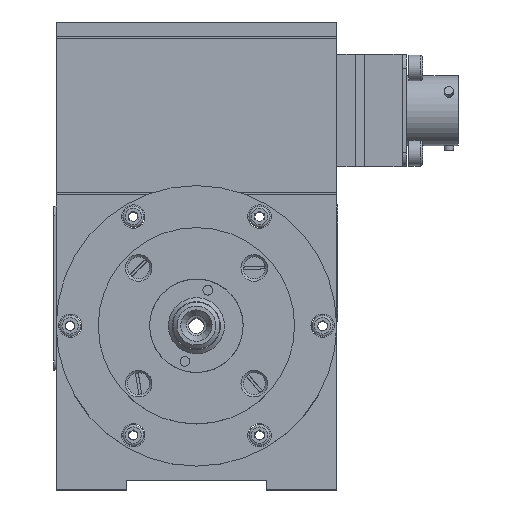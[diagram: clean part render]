
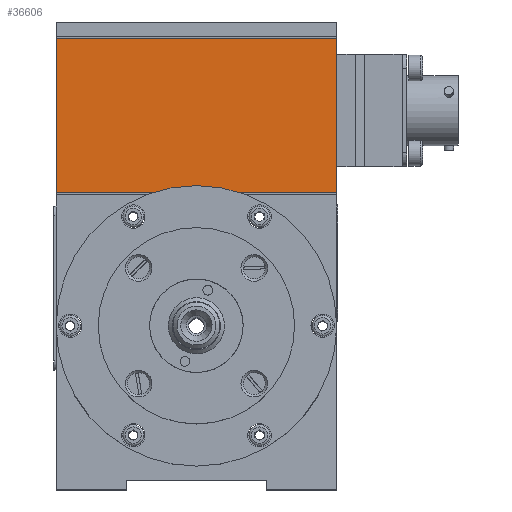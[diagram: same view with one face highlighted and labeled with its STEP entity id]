
A CAD part, top view. The second image highlights one B-rep face of the part: STEP entity #36606.
In plain terms, the highlighted planar face has unit normal (0, 0, 1).
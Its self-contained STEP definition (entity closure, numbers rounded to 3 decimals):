
#4312 = AXIS2_PLACEMENT_3D ( 'NONE', #19646, #19712, #19714 ) ;
#11073 = LINE ( 'NONE', #22077, #11093 ) ;
#11093 = VECTOR ( 'NONE', #22092, 1000. ) ;
#11107 = LINE ( 'NONE', #22122, #11119 ) ;
#11117 = LINE ( 'NONE', #22126, #11123 ) ;
#11118 = LINE ( 'NONE', #22134, #11121 ) ;
#11119 = VECTOR ( 'NONE', #22133, 1000. ) ;
#11121 = VECTOR ( 'NONE', #22136, 1000. ) ;
#11123 = VECTOR ( 'NONE', #22137, 1000. ) ;
#14494 = CARTESIAN_POINT ( 'NONE',  ( 0., 63.5, 0. ) ) ;
#14536 = CARTESIAN_POINT ( 'NONE',  ( 60., 63.5, 0. ) ) ;
#14599 = CARTESIAN_POINT ( 'NONE',  ( 0., 96.5, 0. ) ) ;
#14603 = CARTESIAN_POINT ( 'NONE',  ( 60., 96.5, 0. ) ) ;
#17781 = FACE_OUTER_BOUND ( 'NONE', #44160, .T. ) ;
#19646 = CARTESIAN_POINT ( 'NONE',  ( 0., 96.5, 0. ) ) ;
#19654 = PLANE ( 'NONE',  #4312 ) ;
#19712 = DIRECTION ( 'NONE',  ( 0., 0., -1. ) ) ;
#19714 = DIRECTION ( 'NONE',  ( 0., 1., 0. ) ) ;
#21051 = VERTEX_POINT ( 'NONE', #14494 ) ;
#21093 = VERTEX_POINT ( 'NONE', #14536 ) ;
#21156 = VERTEX_POINT ( 'NONE', #14599 ) ;
#21160 = VERTEX_POINT ( 'NONE', #14603 ) ;
#22077 = CARTESIAN_POINT ( 'NONE',  ( 0., 96.5, 0. ) ) ;
#22092 = DIRECTION ( 'NONE',  ( 1., 0., 0. ) ) ;
#22122 = CARTESIAN_POINT ( 'NONE',  ( 60., 96.5, 0. ) ) ;
#22126 = CARTESIAN_POINT ( 'NONE',  ( 0., 96.5, 0. ) ) ;
#22133 = DIRECTION ( 'NONE',  ( 0., -1., 0. ) ) ;
#22134 = CARTESIAN_POINT ( 'NONE',  ( 0., 63.5, 0. ) ) ;
#22136 = DIRECTION ( 'NONE',  ( 1., 0., 0. ) ) ;
#22137 = DIRECTION ( 'NONE',  ( 0., -1., 0. ) ) ;
#36606 = ADVANCED_FACE ( 'NONE', ( #17781 ), #19654, .F. ) ;
#38361 = EDGE_CURVE ( 'NONE', #21156, #21160, #11073, .T. ) ;
#38378 = EDGE_CURVE ( 'NONE', #21160, #21093, #11107, .T. ) ;
#38379 = EDGE_CURVE ( 'NONE', #21051, #21093, #11118, .T. ) ;
#38380 = EDGE_CURVE ( 'NONE', #21156, #21051, #11117, .T. ) ;
#39916 = ORIENTED_EDGE ( 'NONE', *, *, #38379, .T. ) ;
#39917 = ORIENTED_EDGE ( 'NONE', *, *, #38378, .F. ) ;
#39918 = ORIENTED_EDGE ( 'NONE', *, *, #38361, .F. ) ;
#39919 = ORIENTED_EDGE ( 'NONE', *, *, #38380, .T. ) ;
#44160 = EDGE_LOOP ( 'NONE', ( #39916, #39917, #39918, #39919 ) ) ;
